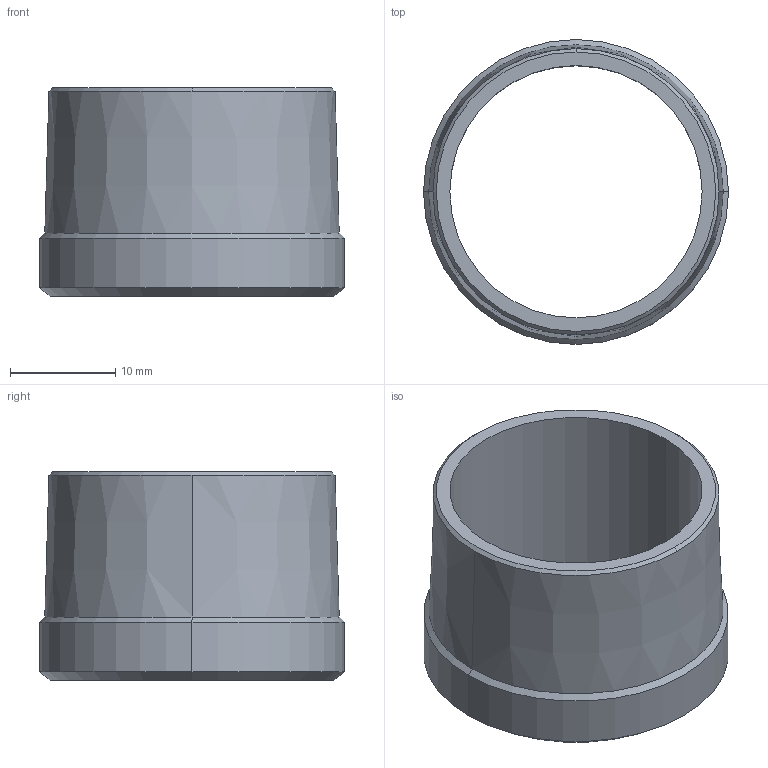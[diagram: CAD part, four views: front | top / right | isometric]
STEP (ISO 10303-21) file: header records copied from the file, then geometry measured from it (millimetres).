
FILE_DESCRIPTION (( 'STEP AP214' ), '1' );
FILE_NAME ('108_AW-FP1B.STEP', '2021-01-15T08:11:26', ( 'IDEC' ), ( 'IDEC' ), 'SwSTEP 2.0', 'SolidWorks 2019', '' );
FILE_SCHEMA (( 'AUTOMOTIVE_DESIGN' ));
Length unit declared in the file: millimetre
Products named in the file (1): 108_AW-FP1B
Bounding box: 29 x 29 x 19.8 mm (x, y, z)
Volume: 3211.9 mm3; surface area: 3528.1 mm2
Topology: 1 solids, 1 shells, 14 faces, 30 edges, 18 vertices
Faces by surface type: cone 8, cylinder 4, plane 2
Entity records: 422 total; most frequent: DIRECTION 78, CARTESIAN_POINT 63, ORIENTED_EDGE 60, AXIS2_PLACEMENT_3D 33, EDGE_CURVE 30, CIRCLE 18, VERTEX_POINT 18, EDGE_LOOP 16
